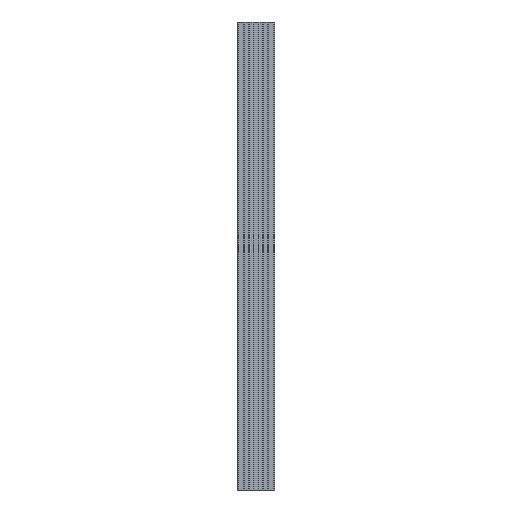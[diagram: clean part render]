
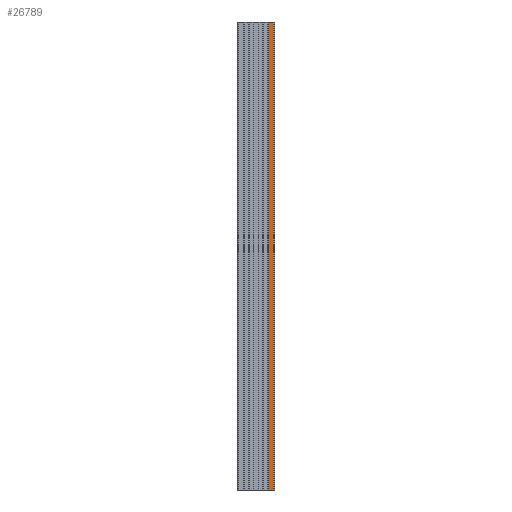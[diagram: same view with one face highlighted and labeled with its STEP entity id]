
A CAD part, front view. The second image highlights one B-rep face of the part: STEP entity #26789.
In plain terms, the highlighted planar face has unit normal (0, -1, 0).
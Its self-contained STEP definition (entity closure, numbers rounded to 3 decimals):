
#1171=FACE_OUTER_BOUND($,#2451,.T.);
#2451=EDGE_LOOP($,(#21253,#21254,#21255,#21256));
#6031=LINE($,#41475,#9871);
#6032=LINE($,#41478,#9872);
#6033=LINE($,#41480,#9873);
#6034=LINE($,#41481,#9874);
#9871=VECTOR($,#33926,1000.);
#9872=VECTOR($,#33929,11.2);
#9873=VECTOR($,#33930,11.2);
#9874=VECTOR($,#33931,1000.);
#12569=VERTEX_POINT($,#41471);
#12570=VERTEX_POINT($,#41473);
#12571=VERTEX_POINT($,#41477);
#12572=VERTEX_POINT($,#41479);
#16271=EDGE_CURVE($,#12569,#12570,#6031,.T.);
#16272=EDGE_CURVE($,#12571,#12569,#6032,.T.);
#16273=EDGE_CURVE($,#12572,#12570,#6033,.T.);
#16274=EDGE_CURVE($,#12571,#12572,#6034,.T.);
#21253=ORIENTED_EDGE($,*,*,#16272,.T.);
#21254=ORIENTED_EDGE($,*,*,#16271,.T.);
#21255=ORIENTED_EDGE($,*,*,#16273,.F.);
#21256=ORIENTED_EDGE($,*,*,#16274,.F.);
#25507=PLANE($,#28074);
#26789=ADVANCED_FACE($,(#1171),#25507,.T.);
#28074=AXIS2_PLACEMENT_3D($,#41476,#33927,#33928);
#33926=DIRECTION($,(0.,0.,1.));
#33927=DIRECTION('center_axis',(0.,-1.,0.));
#33928=DIRECTION('ref_axis',(1.,0.,0.));
#33929=DIRECTION($,(1.,0.,0.));
#33930=DIRECTION($,(1.,0.,0.));
#33931=DIRECTION($,(0.,0.,1.));
#41471=CARTESIAN_POINT('',(37.,-20.,0.));
#41473=CARTESIAN_POINT('',(37.,-20.,1000.));
#41475=CARTESIAN_POINT($,(37.,-20.,0.));
#41476=CARTESIAN_POINT('Origin',(25.8,-20.,0.));
#41477=CARTESIAN_POINT('',(25.8,-20.,0.));
#41478=CARTESIAN_POINT($,(25.8,-20.,0.));
#41479=CARTESIAN_POINT('',(25.8,-20.,1000.));
#41480=CARTESIAN_POINT($,(25.8,-20.,1000.));
#41481=CARTESIAN_POINT($,(25.8,-20.,0.));
